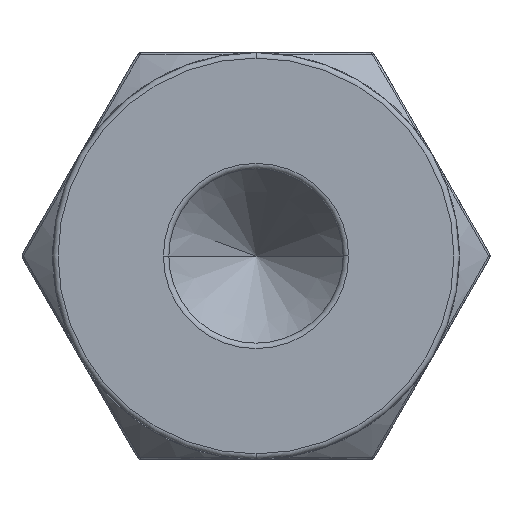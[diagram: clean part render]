
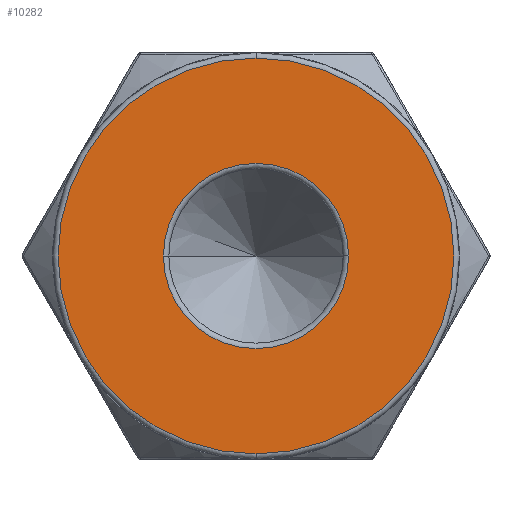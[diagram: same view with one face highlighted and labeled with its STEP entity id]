
A CAD part, left-side view. The second image highlights one B-rep face of the part: STEP entity #10282.
In plain terms, the highlighted face is planar.
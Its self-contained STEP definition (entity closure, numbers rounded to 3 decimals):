
#7642=CARTESIAN_POINT('',(0.,0.,0.));
#7643=DIRECTION('',(-1.,0.,0.));
#7644=DIRECTION('',(0.,1.,0.));
#7645=AXIS2_PLACEMENT_3D('',#7642,#7643,#7644);
#7647=CARTESIAN_POINT('',(0.,0.,0.));
#7648=DIRECTION('',(-1.,0.,0.));
#7649=DIRECTION('',(0.,-1.,0.));
#7650=AXIS2_PLACEMENT_3D('',#7647,#7648,#7649);
#7652=CARTESIAN_POINT('',(0.,0.,0.));
#7653=DIRECTION('',(1.,0.,0.));
#7654=DIRECTION('',(0.,0.,1.));
#7655=AXIS2_PLACEMENT_3D('',#7652,#7653,#7654);
#7657=CARTESIAN_POINT('',(0.,0.,0.));
#7658=DIRECTION('',(1.,0.,0.));
#7659=DIRECTION('',(0.,0.,-1.));
#7660=AXIS2_PLACEMENT_3D('',#7657,#7658,#7659);
#10092=CARTESIAN_POINT('',(0.,3.188,0.));
#10093=CARTESIAN_POINT('',(0.,-3.188,0.));
#10094=VERTEX_POINT('',#10092);
#10095=VERTEX_POINT('',#10093);
#10124=CARTESIAN_POINT('',(0.,0.,6.813));
#10125=CARTESIAN_POINT('',(0.,0.,-6.813));
#10126=VERTEX_POINT('',#10124);
#10127=VERTEX_POINT('',#10125);
#10265=CARTESIAN_POINT('',(0.,0.,0.));
#10266=DIRECTION('',(1.,0.,0.));
#10267=DIRECTION('',(0.,-1.,0.));
#10268=AXIS2_PLACEMENT_3D('',#10265,#10266,#10267);
#10269=PLANE('',#10268);
#10271=ORIENTED_EDGE('',*,*,#10270,.F.);
#10273=ORIENTED_EDGE('',*,*,#10272,.F.);
#10274=EDGE_LOOP('',(#10271,#10273));
#10275=FACE_OUTER_BOUND('',#10274,.F.);
#10277=ORIENTED_EDGE('',*,*,#10276,.F.);
#10279=ORIENTED_EDGE('',*,*,#10278,.F.);
#10280=EDGE_LOOP('',(#10277,#10279));
#10281=FACE_BOUND('',#10280,.F.);
#7646=CIRCLE('',#7645,3.188);
#7651=CIRCLE('',#7650,3.188);
#7656=CIRCLE('',#7655,6.813);
#7661=CIRCLE('',#7660,6.813);
#10270=EDGE_CURVE('',#10126,#10127,#7656,.T.);
#10272=EDGE_CURVE('',#10127,#10126,#7661,.T.);
#10276=EDGE_CURVE('',#10094,#10095,#7646,.T.);
#10278=EDGE_CURVE('',#10095,#10094,#7651,.T.);
#10282=ADVANCED_FACE('',(#10275,#10281),#10269,.T.);
